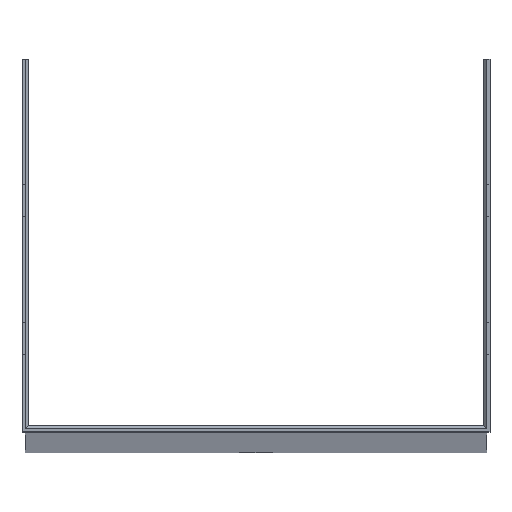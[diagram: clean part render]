
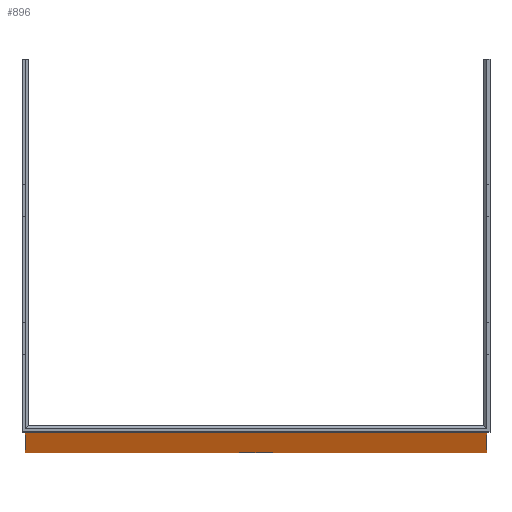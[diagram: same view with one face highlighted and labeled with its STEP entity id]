
A CAD part, top view. The second image highlights one B-rep face of the part: STEP entity #896.
In plain terms, the highlighted planar face has unit normal (0, -1, 0).
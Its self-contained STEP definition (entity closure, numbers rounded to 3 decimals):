
#214 = LINE ( 'NONE', #628, #216 ) ;
#216 = VECTOR ( 'NONE', #623, 1000. ) ;
#219 = CIRCLE ( 'NONE', #384, 3.5 ) ;
#221 = LINE ( 'NONE', #637, #223 ) ;
#222 = LINE ( 'NONE', #635, #224 ) ;
#223 = VECTOR ( 'NONE', #644, 1000. ) ;
#224 = VECTOR ( 'NONE', #643, 1000. ) ;
#283 = LINE ( 'NONE', #732, #291 ) ;
#291 = VECTOR ( 'NONE', #726, 1000. ) ;
#334 = FACE_BOUND ( 'NONE', #1747, .T. ) ;
#348 = AXIS2_PLACEMENT_3D ( 'NONE', #1421, #1429, #1430 ) ;
#384 = AXIS2_PLACEMENT_3D ( 'NONE', #640, #641, #642 ) ;
#499 = EDGE_CURVE ( 'NONE', #1178, #1172, #214, .T. ) ;
#502 = EDGE_CURVE ( 'NONE', #1344, #1344, #219, .T. ) ;
#503 = EDGE_CURVE ( 'NONE', #1178, #1225, #222, .T. ) ;
#504 = EDGE_CURVE ( 'NONE', #1172, #1215, #221, .T. ) ;
#543 = EDGE_CURVE ( 'NONE', #1225, #1215, #283, .T. ) ;
#623 = DIRECTION ( 'NONE',  ( 0., 0., -1. ) ) ;
#628 = CARTESIAN_POINT ( 'NONE',  ( -50., 0., 2969. ) ) ;
#635 = CARTESIAN_POINT ( 'NONE',  ( -50., 0., 2968. ) ) ;
#637 = CARTESIAN_POINT ( 'NONE',  ( -50., 0., 0. ) ) ;
#640 = CARTESIAN_POINT ( 'NONE',  ( 0., 0., 15. ) ) ;
#641 = DIRECTION ( 'NONE',  ( 0., -1., 0. ) ) ;
#642 = DIRECTION ( 'NONE',  ( 0., 0., 1. ) ) ;
#643 = DIRECTION ( 'NONE',  ( 1., 0., 0. ) ) ;
#644 = DIRECTION ( 'NONE',  ( 1., 0., 0. ) ) ;
#726 = DIRECTION ( 'NONE',  ( 0., 0., -1. ) ) ;
#732 = CARTESIAN_POINT ( 'NONE',  ( 50., 0., 2969. ) ) ;
#896 = ADVANCED_FACE ( 'NONE', ( #334, #1234 ), #1425, .F. ) ;
#1172 = VERTEX_POINT ( 'NONE', #1611 ) ;
#1178 = VERTEX_POINT ( 'NONE', #1617 ) ;
#1215 = VERTEX_POINT ( 'NONE', #1654 ) ;
#1225 = VERTEX_POINT ( 'NONE', #1664 ) ;
#1234 = FACE_OUTER_BOUND ( 'NONE', #1733, .T. ) ;
#1344 = VERTEX_POINT ( 'NONE', #1673 ) ;
#1421 = CARTESIAN_POINT ( 'NONE',  ( -50., 0., 2969. ) ) ;
#1425 = PLANE ( 'NONE',  #348 ) ;
#1429 = DIRECTION ( 'NONE',  ( 0., 1., 0. ) ) ;
#1430 = DIRECTION ( 'NONE',  ( 0., 0., 1. ) ) ;
#1611 = CARTESIAN_POINT ( 'NONE',  ( -50., 0., 0. ) ) ;
#1617 = CARTESIAN_POINT ( 'NONE',  ( -50., 0., 2968. ) ) ;
#1654 = CARTESIAN_POINT ( 'NONE',  ( 50., 0., 0. ) ) ;
#1664 = CARTESIAN_POINT ( 'NONE',  ( 50., 0., 2968. ) ) ;
#1673 = CARTESIAN_POINT ( 'NONE',  ( 0., 0., 18.5 ) ) ;
#1733 = EDGE_LOOP ( 'NONE', ( #1822, #1823, #1824, #1825 ) ) ;
#1747 = EDGE_LOOP ( 'NONE', ( #1821 ) ) ;
#1821 = ORIENTED_EDGE ( 'NONE', *, *, #502, .F. ) ;
#1822 = ORIENTED_EDGE ( 'NONE', *, *, #543, .F. ) ;
#1823 = ORIENTED_EDGE ( 'NONE', *, *, #503, .F. ) ;
#1824 = ORIENTED_EDGE ( 'NONE', *, *, #499, .T. ) ;
#1825 = ORIENTED_EDGE ( 'NONE', *, *, #504, .T. ) ;
